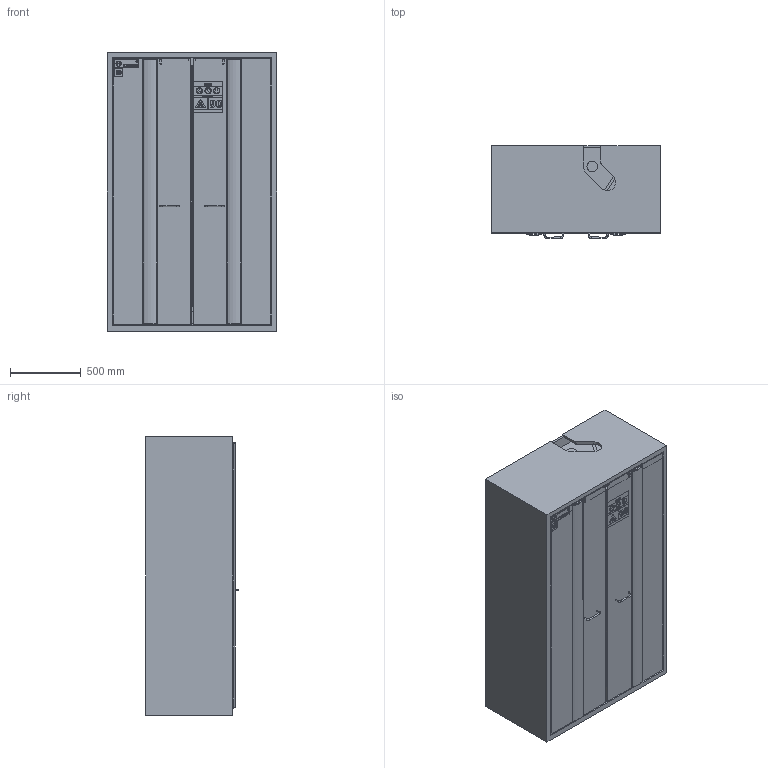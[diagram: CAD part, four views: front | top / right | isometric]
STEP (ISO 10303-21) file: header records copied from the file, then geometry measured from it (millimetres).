
FILE_DESCRIPTION(/* description */ (''),/* implementation_level */ '2;1');
FILE_NAME(/* name */ 'S90.196.120.FDAS_30118-001-30127_CD.stp',/* time_stamp */ '2017-03-02T14:08:18+01:00',/* author */ ('pproduktmanagement'),/* organization */ ('asecos® GmbH'),/* preprocessor_version */ 'ST-DEVELOPER v16.5',/* originating_system */ 'Autodesk Inventor 2017',/* authorisation */ '');
FILE_SCHEMA (('AUTOMOTIVE_DESIGN { 1 0 10303 214 3 1 1 }'));
Length unit declared in the file: millimetre
Products named in the file (2): S90.196.120.FDAS_30118-001-30127; S90.196.120.FDAS_30118-001-30127_CD
Assembly tree (1 placements, depth 2):
  S90.196.120.FDAS_30118-001-30127
    S90.196.120.FDAS_30118-001-30127_CD
Bounding box: 1196.5 x 655.09 x 1968 mm (x, y, z)
Volume: 449041776.9 mm3; surface area: 25638732.8 mm2
Topology: 24 solids, 29 shells, 1014 faces, 2574 edges, 1695 vertices
Faces by surface type: plane 727, cylinder 148, bspline 135, torus 4
Full cylindrical faces by diameter (mm): 3.242 x2, 4 x2, 4.2 x2, 5 x12, 8 x2, 8.1 x4, 8.6 x2, 10.3 x6, 10.679 x2, 20 x35, 33.8 x1, 37.8 x1, 40 x1, 45 x3, 75 x2
Entity records: 31875 total; most frequent: CARTESIAN_POINT 7276, ORIENTED_EDGE 4948, DIRECTION 4262, EDGE_CURVE 2464, LINE 1890, VECTOR 1890, VERTEX_POINT 1658, EDGE_LOOP 1276
